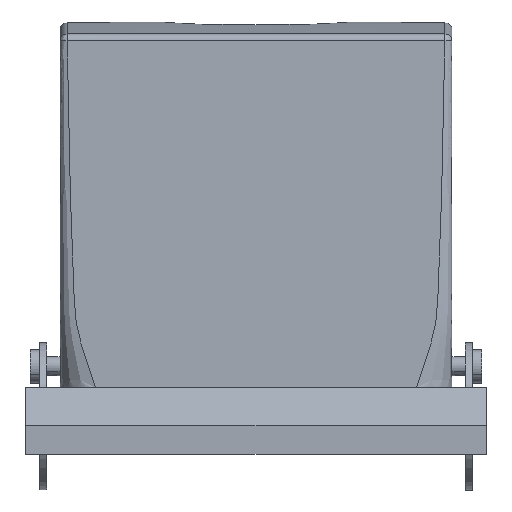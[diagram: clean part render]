
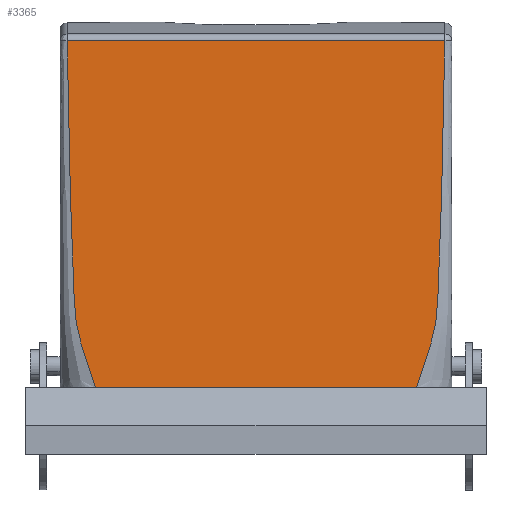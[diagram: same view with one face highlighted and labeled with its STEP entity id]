
A CAD part, front view. The second image highlights one B-rep face of the part: STEP entity #3365.
In plain terms, the highlighted planar face has unit normal (0, -1, 0.013).
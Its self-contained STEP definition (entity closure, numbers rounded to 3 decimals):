
#3352=AXIS2_PLACEMENT_3D('Plane Axis2P3D',#3349,#3350,#3351) ;
#1172=CARTESIAN_POINT('Control Point',(88.238,20.456,94.521)) ;
#1173=CARTESIAN_POINT('Control Point',(88.169,20.362,87.347)) ;
#1174=CARTESIAN_POINT('Control Point',(88.063,20.268,80.174)) ;
#1175=CARTESIAN_POINT('Control Point',(87.885,20.174,73.002)) ;
#1176=CARTESIAN_POINT('Control Point',(87.63,20.053,63.749)) ;
#1177=CARTESIAN_POINT('Control Point',(87.327,19.932,54.497)) ;
#1178=CARTESIAN_POINT('Control Point',(87.256,19.905,52.416)) ;
#1179=CARTESIAN_POINT('Control Point',(87.144,19.864,49.295)) ;
#1180=CARTESIAN_POINT('Control Point',(87.023,19.823,46.174)) ;
#1181=CARTESIAN_POINT('Control Point',(86.981,19.809,45.133)) ;
#1182=CARTESIAN_POINT('Control Point',(86.915,19.789,43.573)) ;
#1183=CARTESIAN_POINT('Control Point',(86.846,19.769,42.012)) ;
#1184=CARTESIAN_POINT('Control Point',(86.822,19.762,41.492)) ;
#1185=CARTESIAN_POINT('Control Point',(86.786,19.752,40.72)) ;
#1186=CARTESIAN_POINT('Control Point',(86.749,19.742,39.948)) ;
#1187=CARTESIAN_POINT('Control Point',(86.735,19.738,39.655)) ;
#1188=CARTESIAN_POINT('Control Point',(86.709,19.731,39.143)) ;
#1189=CARTESIAN_POINT('Control Point',(86.68,19.724,38.632)) ;
#1190=CARTESIAN_POINT('Control Point',(86.663,19.721,38.372)) ;
#1191=CARTESIAN_POINT('Control Point',(86.58,19.705,37.185)) ;
#1192=CARTESIAN_POINT('Control Point',(86.455,19.69,35.999)) ;
#1193=CARTESIAN_POINT('Control Point',(86.32,19.678,35.077)) ;
#1194=CARTESIAN_POINT('Control Point',(85.914,19.649,32.912)) ;
#1195=CARTESIAN_POINT('Control Point',(85.327,19.621,30.773)) ;
#1196=CARTESIAN_POINT('Control Point',(84.94,19.605,29.547)) ;
#1197=CARTESIAN_POINT('Control Point',(84.262,19.579,27.53)) ;
#1198=CARTESIAN_POINT('Control Point',(83.568,19.553,25.516)) ;
#1199=CARTESIAN_POINT('Control Point',(83.293,19.542,24.715)) ;
#1200=CARTESIAN_POINT('Control Point',(82.92,19.527,23.598)) ;
#1201=CARTESIAN_POINT('Control Point',(82.559,19.513,22.479)) ;
#1202=CARTESIAN_POINT('Control Point',(82.457,19.509,22.157)) ;
#1203=CARTESIAN_POINT('Control Point',(82.353,19.504,21.829)) ;
#1204=CARTESIAN_POINT('Control Point',(82.25,19.5,21.5)) ;
#1205=CARTESIAN_POINT('Vertex',(82.25,19.5,21.5)) ;
#1207=CARTESIAN_POINT('Vertex',(88.238,20.456,94.521)) ;
#2353=CARTESIAN_POINT('Vertex',(8.762,20.456,94.521)) ;
#2379=CARTESIAN_POINT('Line Origine',(27.84,20.456,94.521)) ;
#3059=CARTESIAN_POINT('Vertex',(14.75,19.5,21.5)) ;
#3063=CARTESIAN_POINT('Control Point',(8.762,20.456,94.521)) ;
#3064=CARTESIAN_POINT('Control Point',(8.831,20.362,87.347)) ;
#3065=CARTESIAN_POINT('Control Point',(8.937,20.268,80.174)) ;
#3066=CARTESIAN_POINT('Control Point',(9.115,20.174,73.002)) ;
#3067=CARTESIAN_POINT('Control Point',(9.37,20.053,63.749)) ;
#3068=CARTESIAN_POINT('Control Point',(9.673,19.932,54.497)) ;
#3069=CARTESIAN_POINT('Control Point',(9.744,19.905,52.416)) ;
#3070=CARTESIAN_POINT('Control Point',(9.856,19.864,49.295)) ;
#3071=CARTESIAN_POINT('Control Point',(9.977,19.823,46.174)) ;
#3072=CARTESIAN_POINT('Control Point',(10.019,19.809,45.133)) ;
#3073=CARTESIAN_POINT('Control Point',(10.085,19.789,43.573)) ;
#3074=CARTESIAN_POINT('Control Point',(10.154,19.769,42.012)) ;
#3075=CARTESIAN_POINT('Control Point',(10.178,19.762,41.492)) ;
#3076=CARTESIAN_POINT('Control Point',(10.214,19.752,40.72)) ;
#3077=CARTESIAN_POINT('Control Point',(10.251,19.742,39.948)) ;
#3078=CARTESIAN_POINT('Control Point',(10.265,19.738,39.655)) ;
#3079=CARTESIAN_POINT('Control Point',(10.291,19.731,39.143)) ;
#3080=CARTESIAN_POINT('Control Point',(10.32,19.724,38.632)) ;
#3081=CARTESIAN_POINT('Control Point',(10.337,19.721,38.372)) ;
#3082=CARTESIAN_POINT('Control Point',(10.42,19.705,37.185)) ;
#3083=CARTESIAN_POINT('Control Point',(10.545,19.69,35.999)) ;
#3084=CARTESIAN_POINT('Control Point',(10.68,19.678,35.077)) ;
#3085=CARTESIAN_POINT('Control Point',(11.086,19.649,32.912)) ;
#3086=CARTESIAN_POINT('Control Point',(11.673,19.621,30.773)) ;
#3087=CARTESIAN_POINT('Control Point',(12.06,19.605,29.547)) ;
#3088=CARTESIAN_POINT('Control Point',(12.738,19.579,27.53)) ;
#3089=CARTESIAN_POINT('Control Point',(13.432,19.553,25.516)) ;
#3090=CARTESIAN_POINT('Control Point',(13.707,19.542,24.715)) ;
#3091=CARTESIAN_POINT('Control Point',(14.08,19.527,23.598)) ;
#3092=CARTESIAN_POINT('Control Point',(14.441,19.513,22.479)) ;
#3093=CARTESIAN_POINT('Control Point',(14.543,19.509,22.157)) ;
#3094=CARTESIAN_POINT('Control Point',(14.647,19.504,21.829)) ;
#3095=CARTESIAN_POINT('Control Point',(14.75,19.5,21.5)) ;
#3349=CARTESIAN_POINT('Axis2P3D Location',(48.5,21.457,170.976)) ;
#3354=CARTESIAN_POINT('Line Origine',(48.5,19.5,21.5)) ;
#2380=DIRECTION('Vector Direction',(1.,0.,0.)) ;
#3350=DIRECTION('Axis2P3D Direction',(0.,-1.,0.013)) ;
#3351=DIRECTION('Axis2P3D XDirection',(-1.,0.,0.)) ;
#3355=DIRECTION('Vector Direction',(-1.,0.,0.)) ;
#2381=VECTOR('Line Direction',#2380,1.) ;
#3356=VECTOR('Line Direction',#3355,1.) ;
#3360=ORIENTED_EDGE('',*,*,#3096,.F.) ;
#3361=ORIENTED_EDGE('',*,*,#3358,.T.) ;
#3362=ORIENTED_EDGE('',*,*,#1209,.T.) ;
#3363=ORIENTED_EDGE('',*,*,#2383,.F.) ;
#3365=ADVANCED_FACE('Brep With Voids',(#3364),#3353,.T.) ;
#1171=B_SPLINE_CURVE_WITH_KNOTS('',5,(#1172,#1173,#1174,#1175,#1176,#1177,#1178,#1179,#1180,#1181,#1182,#1183,#1184,#1185,#1186,#1187,#1188,#1189,#1190,#1191,#1192,#1193,#1194,#1195,#1196,#1197,#1198,#1199,#1200,#1201,#1202,#1203,#1204),.UNSPECIFIED.,.F.,.U.,(6,3,3,3,3,3,3,3,3,3,6),(38.952,74.83,85.241,90.447,93.051,94.311,95.613,100.259,106.563,110.722,112.354),.UNSPECIFIED.) ;
#3062=B_SPLINE_CURVE_WITH_KNOTS('',5,(#3063,#3064,#3065,#3066,#3067,#3068,#3069,#3070,#3071,#3072,#3073,#3074,#3075,#3076,#3077,#3078,#3079,#3080,#3081,#3082,#3083,#3084,#3085,#3086,#3087,#3088,#3089,#3090,#3091,#3092,#3093,#3094,#3095),.UNSPECIFIED.,.F.,.U.,(6,3,3,3,3,3,3,3,3,3,6),(38.952,74.83,85.241,90.447,93.051,94.311,95.613,100.259,106.563,110.722,112.354),.UNSPECIFIED.) ;
#1209=EDGE_CURVE('',#1206,#1208,#1171,.F.) ;
#2383=EDGE_CURVE('',#2354,#1208,#2382,.T.) ;
#3096=EDGE_CURVE('',#3060,#2354,#3062,.F.) ;
#3358=EDGE_CURVE('',#3060,#1206,#3357,.F.) ;
#3359=EDGE_LOOP('',(#3360,#3361,#3362,#3363)) ;
#3364=FACE_OUTER_BOUND('',#3359,.T.) ;
#2382=LINE('Line',#2379,#2381) ;
#3357=LINE('Line',#3354,#3356) ;
#3353=PLANE('',#3352) ;
#1206=VERTEX_POINT('',#1205) ;
#1208=VERTEX_POINT('',#1207) ;
#2354=VERTEX_POINT('',#2353) ;
#3060=VERTEX_POINT('',#3059) ;
